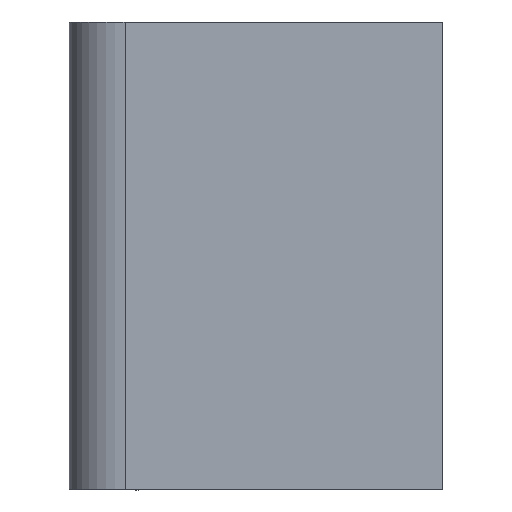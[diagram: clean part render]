
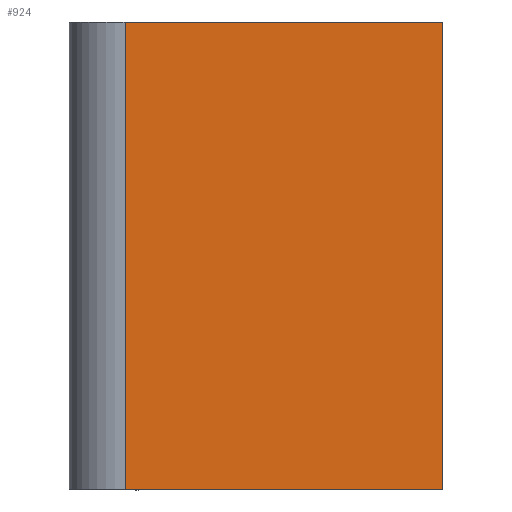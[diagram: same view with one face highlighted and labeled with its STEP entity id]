
A CAD part, top view. The second image highlights one B-rep face of the part: STEP entity #924.
In plain terms, the highlighted face is planar.
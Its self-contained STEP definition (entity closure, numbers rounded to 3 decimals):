
#9 = CARTESIAN_POINT ( 'NONE',  ( -125., 0., 30. ) ) ;
#108 = CARTESIAN_POINT ( 'NONE',  ( -125., 0., 200. ) ) ;
#128 = LINE ( 'NONE', #601, #1343 ) ;
#163 = CARTESIAN_POINT ( 'NONE',  ( 125., 0., 30. ) ) ;
#189 = PLANE ( 'NONE',  #624 ) ;
#227 = CARTESIAN_POINT ( 'NONE',  ( 125., 0., 200. ) ) ;
#281 = DIRECTION ( 'NONE',  ( 0., 0., -1. ) ) ;
#320 = CARTESIAN_POINT ( 'NONE',  ( 125., 0., 30. ) ) ;
#392 = DIRECTION ( 'NONE',  ( 0., 0., 1. ) ) ;
#395 = VERTEX_POINT ( 'NONE', #108 ) ;
#397 = DIRECTION ( 'NONE',  ( -1., 0., 0. ) ) ;
#451 = EDGE_CURVE ( 'NONE', #1179, #395, #950, .T. ) ;
#465 = LINE ( 'NONE', #163, #877 ) ;
#470 = ORIENTED_EDGE ( 'NONE', *, *, #1020, .F. ) ;
#506 = CARTESIAN_POINT ( 'NONE',  ( -125., 0., 30. ) ) ;
#516 = ORIENTED_EDGE ( 'NONE', *, *, #1106, .T. ) ;
#545 = VERTEX_POINT ( 'NONE', #320 ) ;
#576 = VERTEX_POINT ( 'NONE', #227 ) ;
#590 = ORIENTED_EDGE ( 'NONE', *, *, #733, .T. ) ;
#601 = CARTESIAN_POINT ( 'NONE',  ( 125., 0., 30. ) ) ;
#624 = AXIS2_PLACEMENT_3D ( 'NONE', #1109, #895, #281 ) ;
#733 = EDGE_CURVE ( 'NONE', #545, #576, #465, .T. ) ;
#800 = DIRECTION ( 'NONE',  ( -1., 0., 0. ) ) ;
#860 = LINE ( 'NONE', #1234, #1209 ) ;
#867 = DIRECTION ( 'NONE',  ( 0., 0., 1. ) ) ;
#877 = VECTOR ( 'NONE', #867, 1000. ) ;
#895 = DIRECTION ( 'NONE',  ( 0., -1., 0. ) ) ;
#924 = ADVANCED_FACE ( 'NONE', ( #1257 ), #189, .T. ) ;
#950 = LINE ( 'NONE', #506, #990 ) ;
#990 = VECTOR ( 'NONE', #392, 1000. ) ;
#1020 = EDGE_CURVE ( 'NONE', #545, #1179, #128, .T. ) ;
#1106 = EDGE_CURVE ( 'NONE', #576, #395, #860, .T. ) ;
#1109 = CARTESIAN_POINT ( 'NONE',  ( 125., 0., 30. ) ) ;
#1118 = ORIENTED_EDGE ( 'NONE', *, *, #451, .F. ) ;
#1134 = EDGE_LOOP ( 'NONE', ( #1118, #470, #590, #516 ) ) ;
#1179 = VERTEX_POINT ( 'NONE', #9 ) ;
#1209 = VECTOR ( 'NONE', #397, 1000. ) ;
#1234 = CARTESIAN_POINT ( 'NONE',  ( 125., 0., 200. ) ) ;
#1257 = FACE_OUTER_BOUND ( 'NONE', #1134, .T. ) ;
#1343 = VECTOR ( 'NONE', #800, 1000. ) ;
